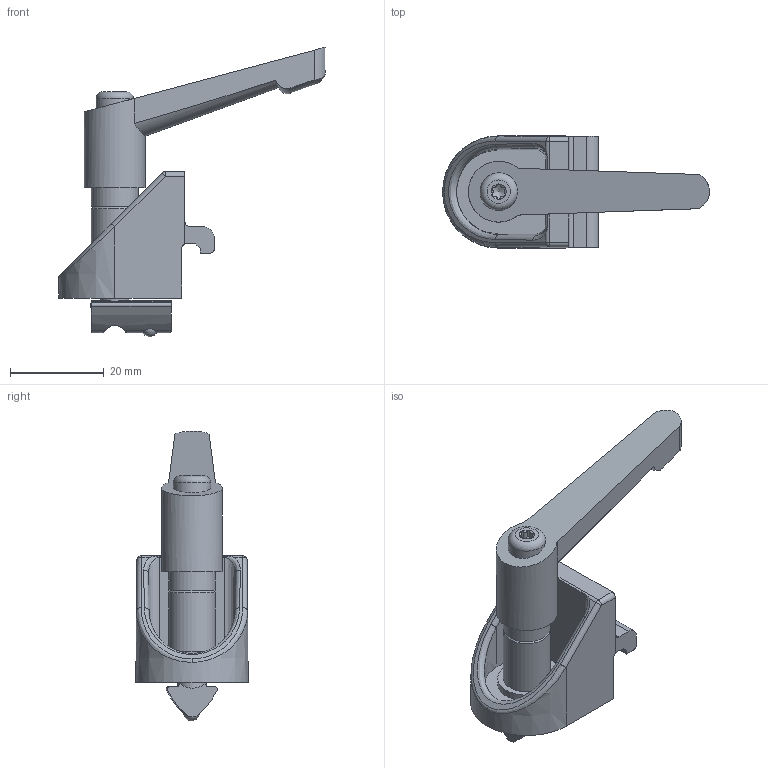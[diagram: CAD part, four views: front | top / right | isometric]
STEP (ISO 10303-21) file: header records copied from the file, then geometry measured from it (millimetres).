
FILE_DESCRIPTION(/* description */ ('KriTec Klemmwinkel 6 mit Klemmhebel'),/* implementation_level */ '2;1');
FILE_NAME(/* name */ '10450_KriTec_Klemmwinkel_6_mit_Klemmhebel.stp',/* time_stamp */ '2020-01-06T16:50:56+01:00',/* author */ ('Nell'),/* organization */ (''),/* preprocessor_version */ 'ST-DEVELOPER v17',/* originating_system */ 'Autodesk Inventor 2018',/* authorisation */ '');
FILE_SCHEMA (('AUTOMOTIVE_DESIGN { 1 0 10303 214 3 1 1 }'));
Length unit declared in the file: millimetre
Products named in the file (5): 10450; 10419; 10451_1; 10451_2; 10356
Assembly tree (4 placements, depth 2):
  10450
    10419
    10451_1
    10451_2
    10356
Bounding box: 57 x 24 x 61.85 mm (x, y, z)
Volume: 14290.8 mm3; surface area: 8406.3 mm2
Topology: 4 solids, 4 shells, 115 faces, 309 edges, 203 vertices
Faces by surface type: cylinder 46, plane 42, cone 14, bspline 7, sphere 3, torus 3
Full cylindrical faces by diameter (mm): 4.917 x1, 6 x1, 6.1 x1, 7 x1, 10 x2, 12.5 x1, 13 x1
Entity records: 5613 total; most frequent: CARTESIAN_POINT 2527, ORIENTED_EDGE 614, DIRECTION 581, EDGE_CURVE 307, AXIS2_PLACEMENT_3D 223, VERTEX_POINT 203, LINE 135, VECTOR 135
